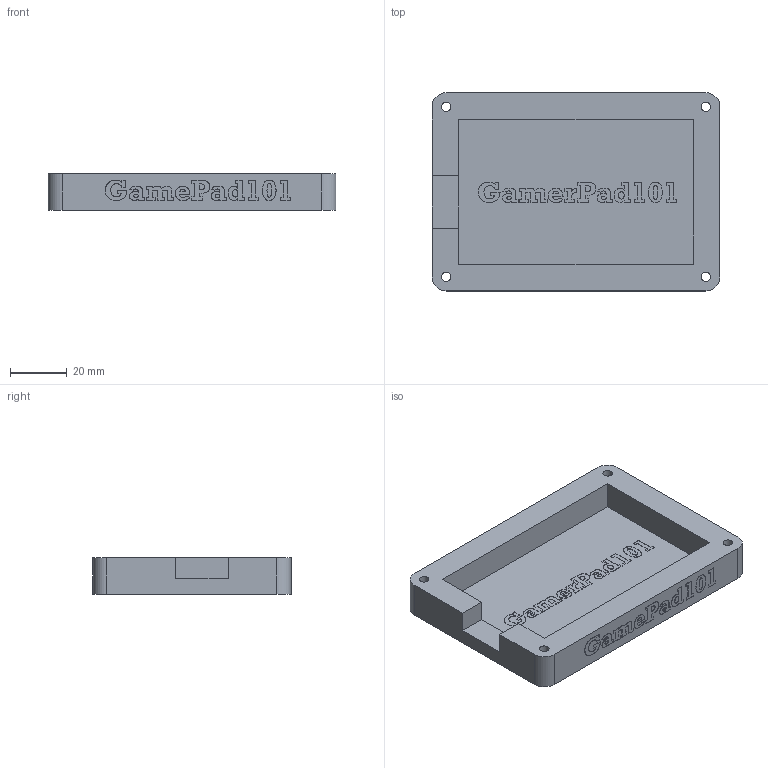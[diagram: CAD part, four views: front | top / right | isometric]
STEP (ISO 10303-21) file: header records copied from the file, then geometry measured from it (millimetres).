
FILE_DESCRIPTION(/* description */ (''),/* implementation_level */ '2;1');
FILE_NAME(/* name */ 'Bottom.step',/* time_stamp */ '2025-06-05T17:02:39+08:00',/* author */ (''),/* organization */ (''),/* preprocessor_version */ 'ST-DEVELOPER v20.1',/* originating_system */ 'Autodesk Translation Framework v14.10.0.0',/* authorisation */ '');
FILE_SCHEMA (('AUTOMOTIVE_DESIGN { 1 0 10303 214 3 1 1 }'));
Length unit declared in the file: millimetre
Products named in the file (2): 2025-06-01-19-17-21-617; 2025-06-01-19-18-14-247
Assembly tree (1 placements, depth 2):
  2025-06-01-19-17-21-617
    2025-06-01-19-18-14-247
Bounding box: 101.8 x 70.2 x 13 mm (x, y, z)
Volume: 48150.9 mm3; surface area: 21781.5 mm2
Topology: 1 solids, 1 shells, 505 faces, 1398 edges, 932 vertices
Faces by surface type: bspline 250, plane 243, cylinder 12
Full cylindrical faces by diameter (mm): 3.4 x4, 6 x4
Entity records: 18365 total; most frequent: CARTESIAN_POINT 7088, ORIENTED_EDGE 2796, DIRECTION 1438, EDGE_CURVE 1398, VERTEX_POINT 932, LINE 874, VECTOR 874, EDGE_LOOP 550
